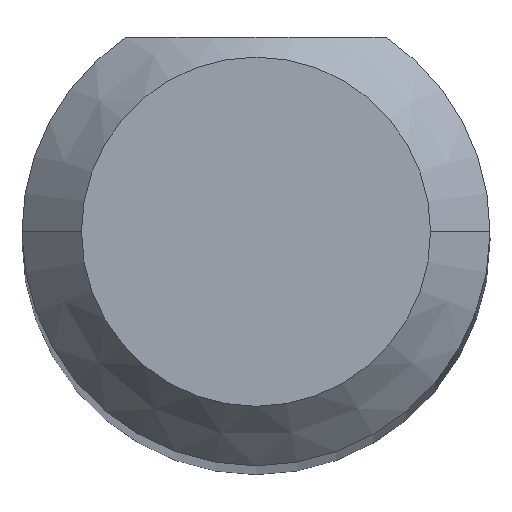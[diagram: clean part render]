
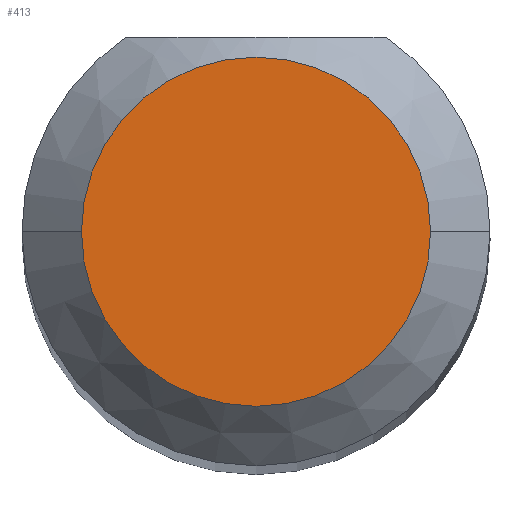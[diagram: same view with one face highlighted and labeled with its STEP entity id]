
A CAD part, top view. The second image highlights one B-rep face of the part: STEP entity #413.
In plain terms, the highlighted planar face has unit normal (0, 0, 1).
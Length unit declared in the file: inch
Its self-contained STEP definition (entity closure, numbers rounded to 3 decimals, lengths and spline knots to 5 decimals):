
#36 = DIRECTION ( 'NONE',  ( 1., 0., 0. ) ) ;
#49 = DIRECTION ( 'NONE',  ( 1., 0., 0. ) ) ;
#64 = CARTESIAN_POINT ( 'NONE',  ( 0., 0., 1.49606 ) ) ;
#97 = VERTEX_POINT ( 'NONE', #495 ) ;
#166 = CIRCLE ( 'NONE', #302, 0.04406 ) ;
#176 = CIRCLE ( 'NONE', #537, 0.04406 ) ;
#199 = DIRECTION ( 'NONE',  ( 0., 0., 1. ) ) ;
#234 = AXIS2_PLACEMENT_3D ( 'NONE', #321, #592, #36 ) ;
#278 = EDGE_CURVE ( 'NONE', #97, #563, #176, .T. ) ;
#302 = AXIS2_PLACEMENT_3D ( 'NONE', #337, #199, #49 ) ;
#304 = EDGE_LOOP ( 'NONE', ( #531, #593 ) ) ;
#321 = CARTESIAN_POINT ( 'NONE',  ( 0., 0., 1.49606 ) ) ;
#337 = CARTESIAN_POINT ( 'NONE',  ( 0., 0., 1.49606 ) ) ;
#411 = PLANE ( 'NONE',  #234 ) ;
#413 = ADVANCED_FACE ( 'NONE', ( #555 ), #411, .T. ) ;
#439 = DIRECTION ( 'NONE',  ( 0., 0., 1. ) ) ;
#471 = CARTESIAN_POINT ( 'NONE',  ( 0.04406, 0., 1.49606 ) ) ;
#495 = CARTESIAN_POINT ( 'NONE',  ( -0.04406, 0., 1.49606 ) ) ;
#530 = DIRECTION ( 'NONE',  ( 1., 0., 0. ) ) ;
#531 = ORIENTED_EDGE ( 'NONE', *, *, #278, .T. ) ;
#537 = AXIS2_PLACEMENT_3D ( 'NONE', #64, #439, #530 ) ;
#555 = FACE_OUTER_BOUND ( 'NONE', #304, .T. ) ;
#563 = VERTEX_POINT ( 'NONE', #471 ) ;
#564 = EDGE_CURVE ( 'NONE', #563, #97, #166, .T. ) ;
#592 = DIRECTION ( 'NONE',  ( 0., 0., 1. ) ) ;
#593 = ORIENTED_EDGE ( 'NONE', *, *, #564, .T. ) ;
